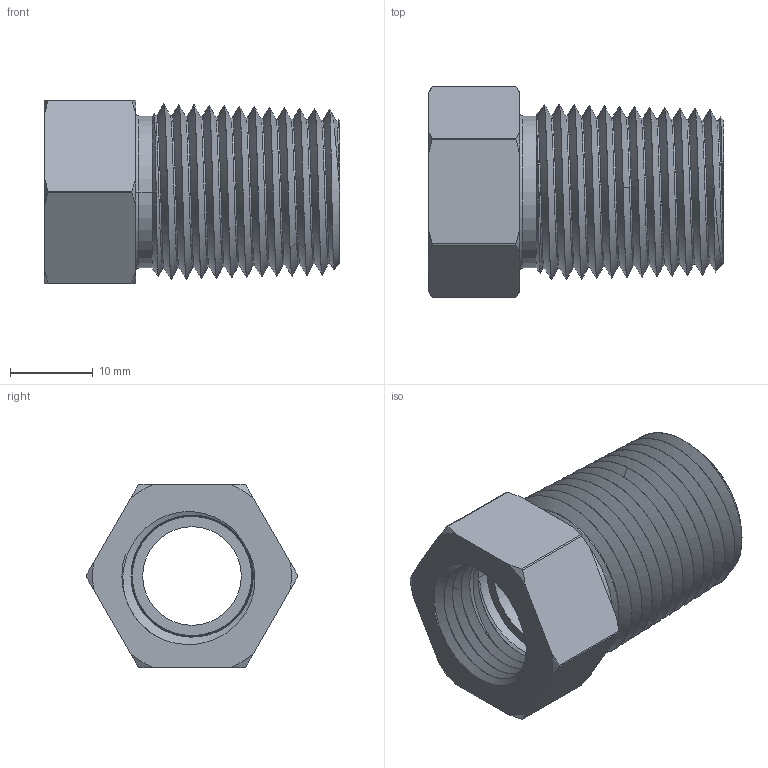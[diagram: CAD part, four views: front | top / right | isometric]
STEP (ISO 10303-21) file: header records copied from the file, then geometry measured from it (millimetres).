
FILE_DESCRIPTION((''),'2;1');
FILE_NAME('HEX_BUSHING_H_SHB','2025-07-08T13:40:33',('Administrator'),(''),'CREO PARAMETRIC BY PTC INC, 2020184','CREO PARAMETRIC BY PTC INC, 2020184','');
FILE_SCHEMA(('AUTOMOTIVE_DESIGN { 1 0 10303 214 1 1 1 1 }'));
Length unit declared in the file: millimetre
Products named in the file (1): HEX_BUSHING_H_SHB
Bounding box: 35.6 x 25.57 x 22.2 mm (x, y, z)
Volume: 7099.4 mm3; surface area: 5715.2 mm2
Topology: 1 solids, 1 shells, 93 faces, 259 edges, 182 vertices
Faces by surface type: cone 50, bspline 18, cylinder 12, plane 11, torus 2
Entity records: 9145 total; most frequent: CARTESIAN_POINT 6867, ORIENTED_EDGE 506, DIRECTION 311, EDGE_CURVE 253, VERTEX_POINT 164, B_SPLINE_CURVE_WITH_KNOTS 137, COLOUR_RGB 116, AXIS2_PLACEMENT_3D 113
